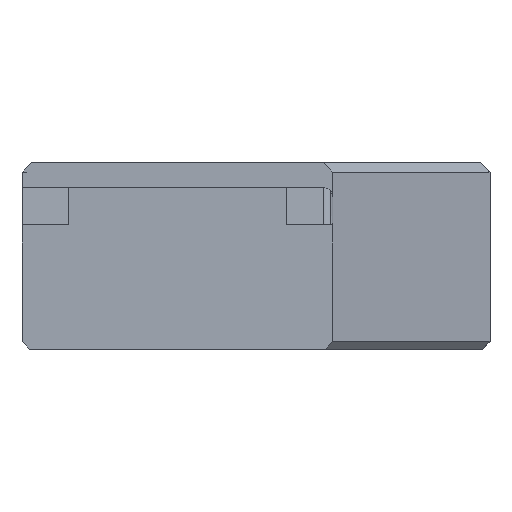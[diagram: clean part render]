
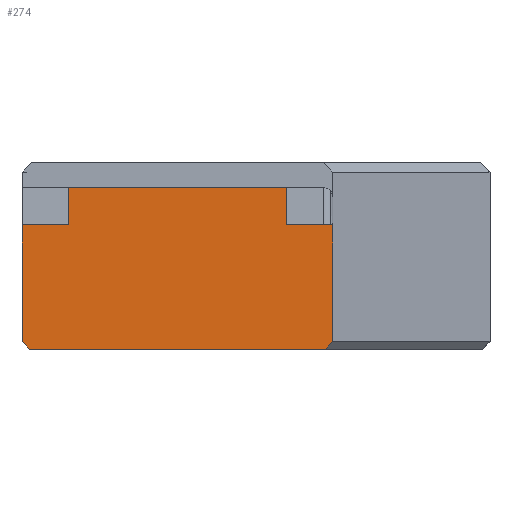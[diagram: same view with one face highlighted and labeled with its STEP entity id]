
A CAD part, front view. The second image highlights one B-rep face of the part: STEP entity #274.
In plain terms, the highlighted planar face has unit normal (0, -1, 0).
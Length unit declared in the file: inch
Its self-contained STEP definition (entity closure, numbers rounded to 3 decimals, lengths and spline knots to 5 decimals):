
#274=ADVANCED_FACE('',(#685),#686,.F.);
#685=FACE_OUTER_BOUND('',#1238,.T.);
#686=PLANE('',#1239);
#1238=EDGE_LOOP('',(#1977,#1978,#1979,#1980,#1981,#1982,#1983,#1984,#1985,#1986));
#1239=AXIS2_PLACEMENT_3D('',#1987,#1988,#1989);
#1977=ORIENTED_EDGE('',*,*,#3507,.T.);
#1978=ORIENTED_EDGE('',*,*,#3508,.F.);
#1979=ORIENTED_EDGE('',*,*,#3509,.F.);
#1980=ORIENTED_EDGE('',*,*,#3510,.F.);
#1981=ORIENTED_EDGE('',*,*,#3511,.F.);
#1982=ORIENTED_EDGE('',*,*,#3512,.F.);
#1983=ORIENTED_EDGE('',*,*,#3513,.F.);
#1984=ORIENTED_EDGE('',*,*,#3514,.T.);
#1985=ORIENTED_EDGE('',*,*,#3515,.F.);
#1986=ORIENTED_EDGE('',*,*,#3516,.T.);
#1987=CARTESIAN_POINT('',(0.,0.,0.19291));
#1988=DIRECTION('',(0.,1.0,0.));
#1989=DIRECTION('',(0.,0.,1.0));
#3507=EDGE_CURVE('',#4274,#4275,#4276,.T.);
#3508=EDGE_CURVE('',#4277,#4275,#4278,.T.);
#3509=EDGE_CURVE('',#4279,#4277,#4280,.T.);
#3510=EDGE_CURVE('',#4281,#4279,#4282,.T.);
#3511=EDGE_CURVE('',#4283,#4281,#4284,.T.);
#3512=EDGE_CURVE('',#4285,#4283,#4286,.T.);
#3513=EDGE_CURVE('',#4287,#4285,#4288,.T.);
#3514=EDGE_CURVE('',#4287,#4289,#4290,.F.);
#3515=EDGE_CURVE('',#4291,#4289,#4292,.T.);
#3516=EDGE_CURVE('',#4291,#4274,#4293,.T.);
#4274=VERTEX_POINT('',#5377);
#4275=VERTEX_POINT('',#5378);
#4276=LINE('',#5379,#5380);
#4277=VERTEX_POINT('',#5381);
#4278=LINE('',#5382,#5383);
#4279=VERTEX_POINT('',#5384);
#4280=LINE('',#5385,#5386);
#4281=VERTEX_POINT('',#5387);
#4282=LINE('',#5388,#5389);
#4283=VERTEX_POINT('',#5390);
#4284=LINE('',#5391,#5392);
#4285=VERTEX_POINT('',#5393);
#4286=LINE('',#5394,#5395);
#4287=VERTEX_POINT('',#5396);
#4288=LINE('',#5397,#5398);
#4289=VERTEX_POINT('',#5399);
#4290=LINE('',#5400,#5401);
#4291=VERTEX_POINT('',#5402);
#4292=LINE('',#5403,#5404);
#4293=LINE('',#5405,#5406);
#5377=CARTESIAN_POINT('',(0.27559,0.,0.40945));
#5378=CARTESIAN_POINT('',(-0.27559,0.,0.40945));
#5379=CARTESIAN_POINT('',(-0.09579,0.0,0.40945));
#5380=VECTOR('',#6537,1.0);
#5381=CARTESIAN_POINT('',(-0.27559,0.,0.31496));
#5382=CARTESIAN_POINT('',(-0.27559,0.,0.42126));
#5383=VECTOR('',#6538,1.0);
#5384=CARTESIAN_POINT('',(-0.3937,0.,0.31496));
#5385=CARTESIAN_POINT('',(0.,0.,0.31496));
#5386=VECTOR('',#6539,1.0);
#5387=CARTESIAN_POINT('',(-0.3937,0.,0.01969));
#5388=CARTESIAN_POINT('',(-0.3937,0.,0.10335));
#5389=VECTOR('',#6540,1.0);
#5390=CARTESIAN_POINT('',(-0.37402,0.,0.0));
#5391=CARTESIAN_POINT('',(-0.33268,0.,-0.04134));
#5392=VECTOR('',#6541,1.);
#5393=CARTESIAN_POINT('',(0.37402,0.,0.0));
#5394=CARTESIAN_POINT('',(0.,0.,0.0));
#5395=VECTOR('',#6542,1.0);
#5396=CARTESIAN_POINT('',(0.3937,0.,0.01969));
#5397=CARTESIAN_POINT('',(0.33268,0.,-0.04134));
#5398=VECTOR('',#6543,1.);
#5399=CARTESIAN_POINT('',(0.3937,0.,0.31496));
#5400=CARTESIAN_POINT('',(0.3937,0.,0.31791));
#5401=VECTOR('',#6544,1.0);
#5402=CARTESIAN_POINT('',(0.27559,0.,0.31496));
#5403=CARTESIAN_POINT('',(0.,0.,0.31496));
#5404=VECTOR('',#6545,1.0);
#5405=CARTESIAN_POINT('',(0.27559,0.,0.42126));
#5406=VECTOR('',#6546,1.0);
#6537=DIRECTION('',(-1.0,0.,0.0));
#6538=DIRECTION('',(0.0,0.0,1.0));
#6539=DIRECTION('',(1.0,0.,0.0));
#6540=DIRECTION('',(0.0,0.0,1.0));
#6541=DIRECTION('',(-0.707,0.,0.707));
#6542=DIRECTION('',(-1.0,0.,0.0));
#6543=DIRECTION('',(-0.707,0.,-0.707));
#6544=DIRECTION('',(0.0,0.0,-1.0));
#6545=DIRECTION('',(1.0,0.,0.0));
#6546=DIRECTION('',(0.0,0.0,1.0));
